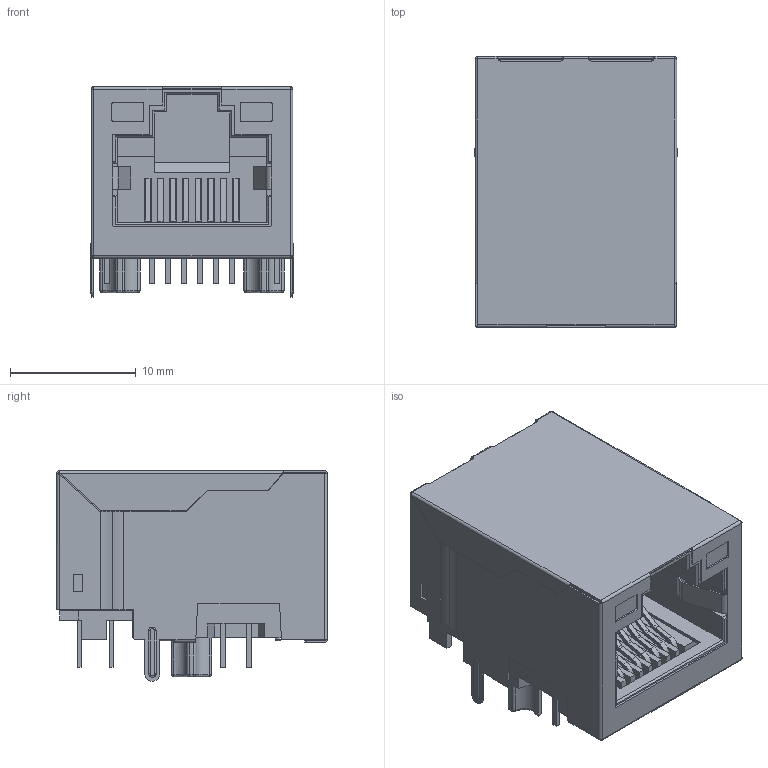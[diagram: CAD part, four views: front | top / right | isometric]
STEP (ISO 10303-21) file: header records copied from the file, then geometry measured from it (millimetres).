
FILE_DESCRIPTION(/* description */ ('Unknown'),/* implementation_level */ '2;1');
FILE_NAME(/* name */ 'T_Wurth_WE-RJ45LAN_THR_74980104400',/* time_stamp */ '2025-08-21T17:47:05+08:00',/* author */ ('Unknown'),/* organization */ ('Unknown'),/* preprocessor_version */ 'ST-DEVELOPER v19.4',/* originating_system */ 'Solid Edge',/* authorisation */ 'Unknown');
FILE_SCHEMA (('AUTOMOTIVE_DESIGN {1 0 10303 214 3 1 1}'));
Length unit declared in the file: millimetre
Products named in the file (2): T_Wurth_WE-RJ45LAN_THR_74980104400
Assembly tree (1 placements, depth 2):
  T_Wurth_WE-RJ45LAN_THR_74980104400
    T_Wurth_WE-RJ45LAN_THR_74980104400
Bounding box: 16.12 x 21.5 x 16.7 mm (x, y, z)
Volume: 2229.2 mm3; surface area: 7020.3 mm2
Topology: 13 solids, 13 shells, 1195 faces, 3202 edges, 2026 vertices
Faces by surface type: plane 802, cylinder 303, torus 40, sphere 38, bspline 12
Full cylindrical faces by diameter (mm): 0.7 x2, 0.8 x2
Entity records: 39956 total; most frequent: CARTESIAN_POINT 6679, ORIENTED_EDGE 6328, DIRECTION 6170, EDGE_CURVE 3164, LINE 2448, VECTOR 2448, VERTEX_POINT 2026, AXIS2_PLACEMENT_3D 1861
